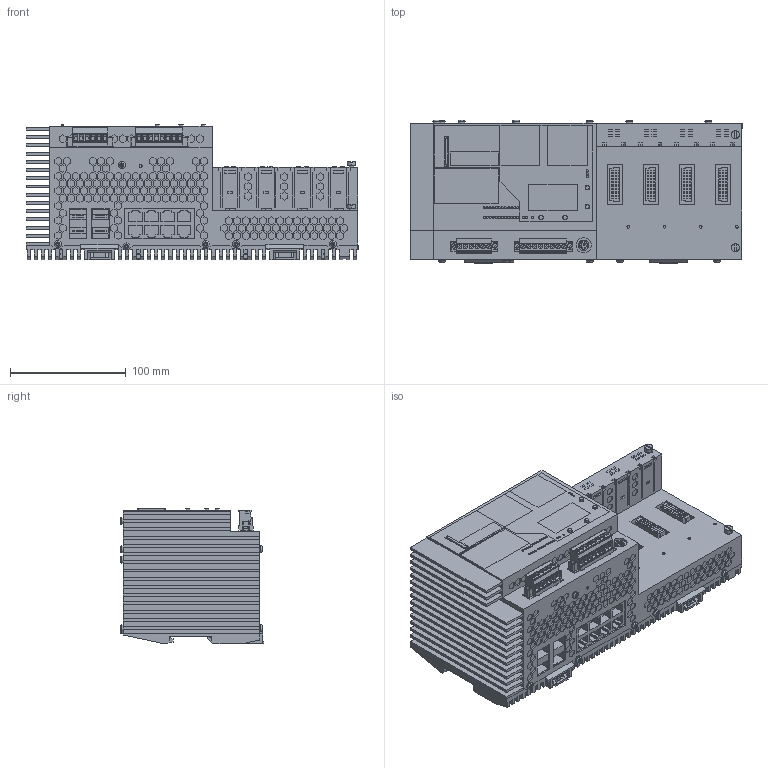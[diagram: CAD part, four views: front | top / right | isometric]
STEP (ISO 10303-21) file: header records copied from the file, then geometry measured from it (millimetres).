
FILE_DESCRIPTION(('Creo Elements/Direct Modeling STEP Export'),'2;1');
FILE_NAME('model.stp','2019-07-30T19:06:02',(''),(''),'Creo Elements/Direct Modeling STEP processor for AP214 (Solid Model)','Creo Elements/Direct Modeling 20.1A 29-Sep-2018 (C) Parametric Technology GmbH','');
FILE_SCHEMA(('AUTOMOTIVE_DESIGN { 1 0 10303 214 1 1 1 1 }'));
Products named in the file (2): FL_SWITCH_GHS_12G_8_L3-select
Assembly tree (1 placements, depth 2):
  FL_SWITCH_GHS_12G_8_L3-select
    FL_SWITCH_GHS_12G_8_L3-select
Bounding box: 286.6 x 123.65 x 117.2 mm (x, y, z)
Volume: 2442583.9 mm3; surface area: 309939.7 mm2
Topology: 1 solids, 1 shells, 6620 faces, 17301 edges, 11515 vertices
Faces by surface type: plane 6229, cylinder 361, torus 30
Entity records: 244737 total; most frequent: ORIENTED_EDGE 34604, CARTESIAN_POINT 34040, DIRECTION 29164, EDGE_CURVE 17302, VECTOR 15884, LINE 15884, VERTEX_POINT 11516, EDGE_LOOP 7472
